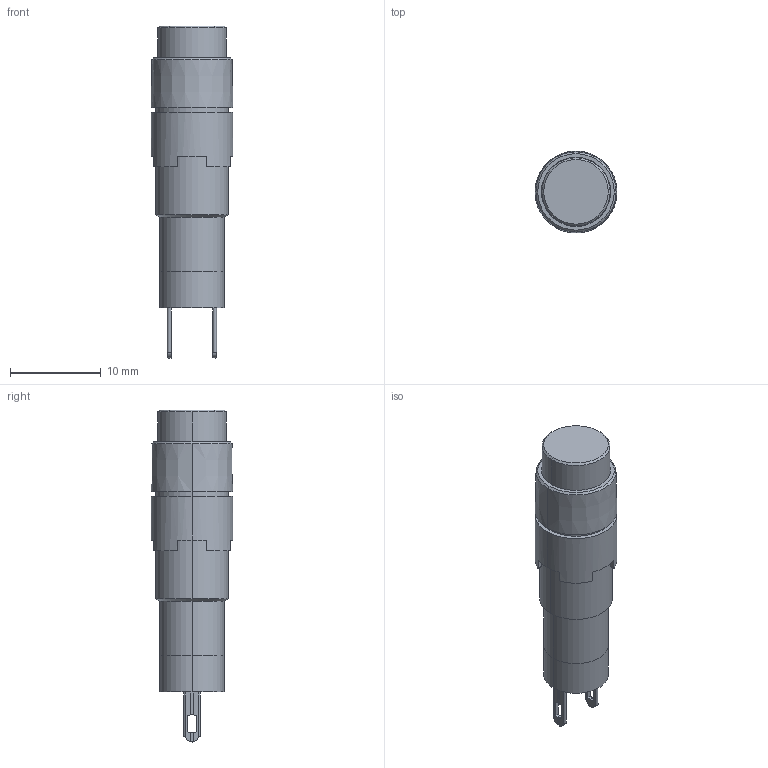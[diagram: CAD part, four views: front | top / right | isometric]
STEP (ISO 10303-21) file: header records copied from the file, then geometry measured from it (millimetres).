
FILE_DESCRIPTION (( 'STEP AP214' ), '1' );
FILE_NAME ('04_AL8M-P1$.STEP', '2020-10-23T08:15:58', ( 'IDEC' ), ( 'IDEC' ), 'SwSTEP 2.0', 'SolidWorks 2019', '' );
FILE_SCHEMA (( 'AUTOMOTIVE_DESIGN' ));
Length unit declared in the file: millimetre
Products named in the file (4): A8-BODY-M; 04_AL8M-P1$; A8-P-BASE; A8-LOCK-NUT
Assembly tree (3 placements, depth 2):
  04_AL8M-P1$
    A8-BODY-M
    A8-P-BASE
    A8-LOCK-NUT
Bounding box: 9 x 9 x 36.5 mm (x, y, z)
Volume: 1562.9 mm3; surface area: 1381.4 mm2
Topology: 3 solids, 3 shells, 93 faces, 247 edges, 162 vertices
Faces by surface type: plane 50, cylinder 35, cone 8
Entity records: 3121 total; most frequent: CARTESIAN_POINT 588, DIRECTION 519, ORIENTED_EDGE 494, EDGE_CURVE 247, AXIS2_PLACEMENT_3D 189, VERTEX_POINT 162, LINE 141, VECTOR 141
